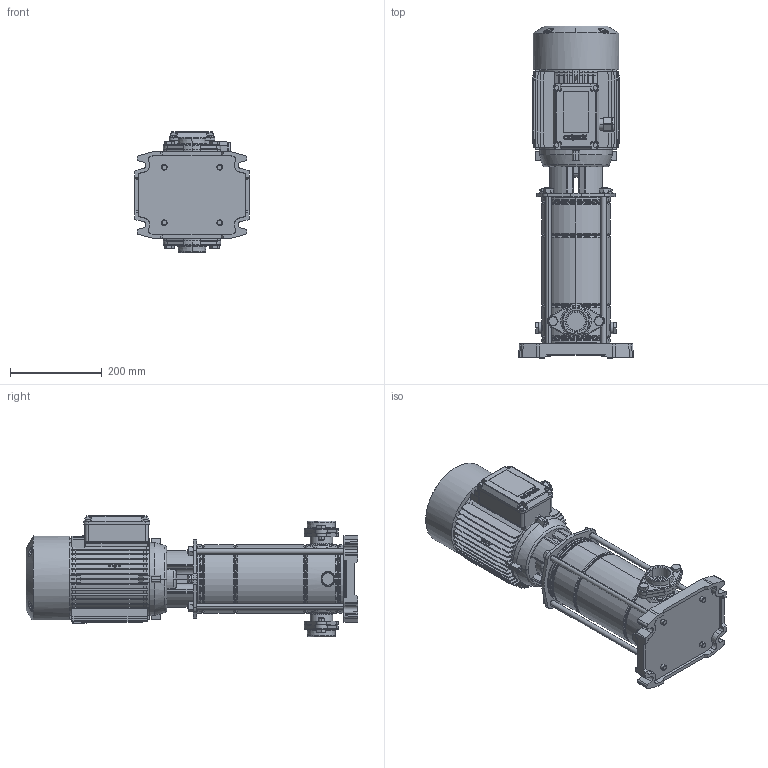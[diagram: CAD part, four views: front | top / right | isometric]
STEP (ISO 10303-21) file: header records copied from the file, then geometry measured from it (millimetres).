
FILE_DESCRIPTION (( 'STEP AP214' ), '1' );
FILE_NAME ('10009653swa01.step', '2022-02-16T16:41:21', ( '' ), ( '' ), 'SwSTEP 2.0', 'SolidWorks 2020', '' );
FILE_SCHEMA (( 'AUTOMOTIVE_DESIGN' ));
Length unit declared in the file: millimetre
Products named in the file (11): 10009346swp00; 10009653swa01; 10000005swn00_M12 A2-70; 10007653swp00_M12X368; 10007670swn00_M25x1.5; 10008798swn00_OR3243 - 61.6x2.62 - EPDM; 10007643swp00; 10007571swp00_90 SZ VERT; 10000016swn00_M12x25 A2-70; 10007647swp00_MXV 40-906 O; 10008491swp00_LAVORATO
Assembly tree (21 placements, depth 2):
  10009653swa01
    10007643swp00
    10007647swp00_MXV 40-906 O
    10007653swp00_M12X368  x4
    10009346swp00
    10007571swp00_90 SZ VERT
    10007670swn00_M25x1.5
    10000005swn00_M12 A2-70  x4
    10008798swn00_OR3243 - 61.6x2.62 - EPDM  x2
    10008491swp00_LAVORATO  x2
    10000016swn00_M12x25 A2-70  x4
Bounding box: 250 x 725 x 265.2 mm (x, y, z)
Volume: 15524055.4 mm3; surface area: 1217778.2 mm2
Topology: 41 solids, 42 shells, 2384 faces, 5981 edges, 3724 vertices
Faces by surface type: plane 1123, cylinder 528, cone 362, torus 183, bspline 180, sphere 8
Entity records: 71576 total; most frequent: CARTESIAN_POINT 19844, ORIENTED_EDGE 10878, DIRECTION 10190, EDGE_CURVE 5439, AXIS2_PLACEMENT_3D 3590, VERTEX_POINT 3450, LINE 3010, VECTOR 3010
